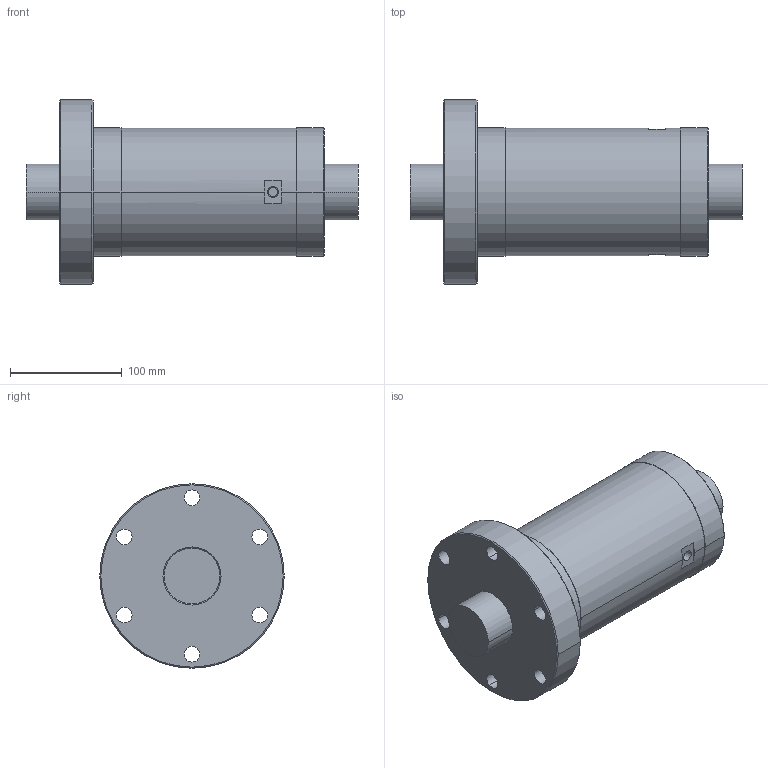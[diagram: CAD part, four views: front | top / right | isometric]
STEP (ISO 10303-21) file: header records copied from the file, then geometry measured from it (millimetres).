
FILE_DESCRIPTION((''),'2;1');
FILE_NAME('HSL5050F2M_ASM','2023-12-06T18:32:09',('10012050'),(''),'CREO PARAMETRIC BY PTC INC, 2019080','CREO PARAMETRIC BY PTC INC, 2019080','');
FILE_SCHEMA(('CONFIG_CONTROL_DESIGN'));
Length unit declared in the file: millimetre
Products named in the file (3): NUT; SHAFT; HSL5050F2M_ASM
Assembly tree (2 placements, depth 2):
  HSL5050F2M_ASM
    NUT
    SHAFT
Bounding box: 297 x 165 x 165 mm (x, y, z)
Volume: 2850396.9 mm3; surface area: 222743 mm2
Topology: 2 solids, 2 shells, 59 faces, 134 edges, 86 vertices
Faces by surface type: cylinder 28, plane 17, cone 14
Entity records: 1806 total; most frequent: DIRECTION 344, CARTESIAN_POINT 284, ORIENTED_EDGE 268, AXIS2_PLACEMENT_3D 146, EDGE_CURVE 134, VERTEX_POINT 86, CIRCLE 82, EDGE_LOOP 80
